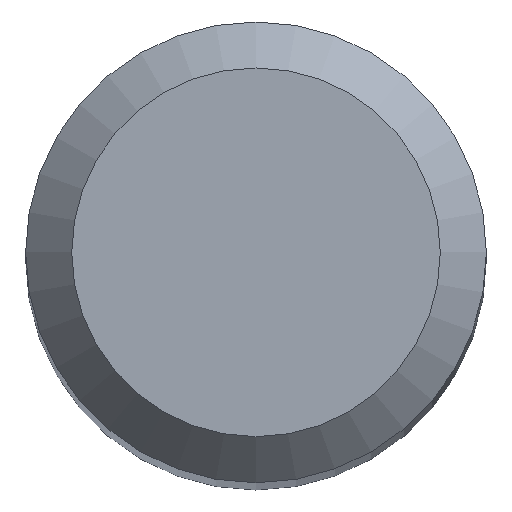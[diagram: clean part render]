
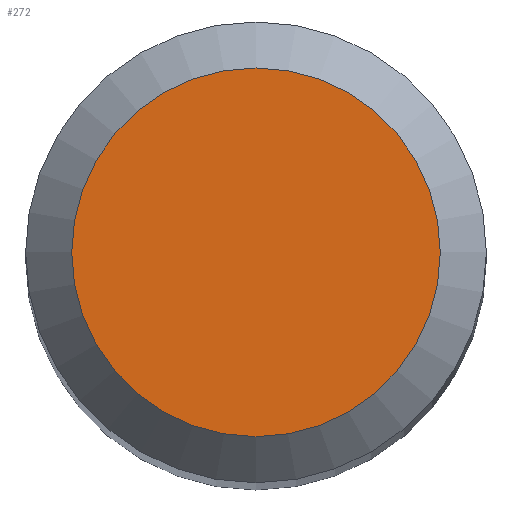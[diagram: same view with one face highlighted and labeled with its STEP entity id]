
A CAD part, top view. The second image highlights one B-rep face of the part: STEP entity #272.
In plain terms, the highlighted planar face has unit normal (0, 0, 1).
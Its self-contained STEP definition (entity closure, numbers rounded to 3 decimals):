
#65 = FACE_OUTER_BOUND ( 'NONE', #228, .T. ) ;
#66 = CARTESIAN_POINT ( 'NONE',  ( 0., 0., 50. ) ) ;
#111 = DIRECTION ( 'NONE',  ( 0., 1., 0. ) ) ;
#184 = CARTESIAN_POINT ( 'NONE',  ( 0., 0., 50. ) ) ;
#187 = CARTESIAN_POINT ( 'NONE',  ( 0., 1.2, 50. ) ) ;
#191 = DIRECTION ( 'NONE',  ( 0., 0., -1. ) ) ;
#212 = VERTEX_POINT ( 'NONE', #187 ) ;
#215 = DIRECTION ( 'NONE',  ( 0., 1., 0. ) ) ;
#216 = DIRECTION ( 'NONE',  ( 0., 0., -1. ) ) ;
#228 = EDGE_LOOP ( 'NONE', ( #299 ) ) ;
#262 = AXIS2_PLACEMENT_3D ( 'NONE', #66, #191, #215 ) ;
#263 = PLANE ( 'NONE',  #289 ) ;
#272 = ADVANCED_FACE ( 'NONE', ( #65 ), #263, .F. ) ;
#281 = CIRCLE ( 'NONE', #262, 1.2 ) ;
#285 = EDGE_CURVE ( 'NONE', #212, #212, #281, .T. ) ;
#289 = AXIS2_PLACEMENT_3D ( 'NONE', #184, #216, #111 ) ;
#299 = ORIENTED_EDGE ( 'NONE', *, *, #285, .F. ) ;
